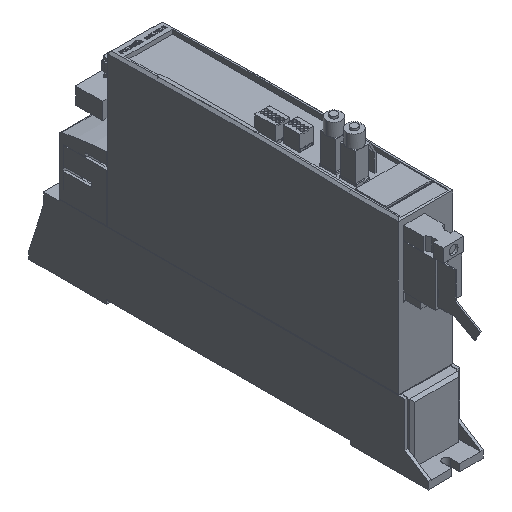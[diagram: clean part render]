
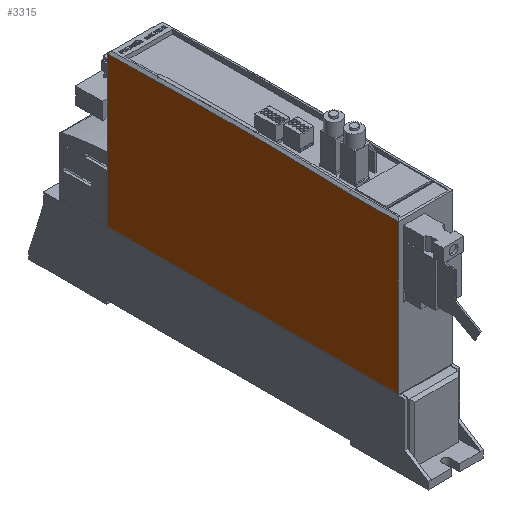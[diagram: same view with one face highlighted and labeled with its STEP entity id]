
A CAD part, isometric view. The second image highlights one B-rep face of the part: STEP entity #3315.
In plain terms, the highlighted planar face has unit normal (-1, 0, 0).
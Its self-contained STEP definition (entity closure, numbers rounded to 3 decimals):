
#715=CIRCLE('',#29182,3409.786);
#3315=ADVANCED_FACE('RA78328405',(#4377),#20801,.T.);
#4377=FACE_OUTER_BOUND('',#19602,.T.);
#5516=ORIENTED_EDGE('',*,*,#10858,.F.);
#5517=ORIENTED_EDGE('',*,*,#10891,.F.);
#5518=ORIENTED_EDGE('',*,*,#10892,.T.);
#5519=ORIENTED_EDGE('',*,*,#10882,.F.);
#5520=ORIENTED_EDGE('',*,*,#10870,.T.);
#10858=EDGE_CURVE('83',#17840,#17841,#15696,.T.);
#10870=EDGE_CURVE('107',#17852,#17841,#15708,.T.);
#10882=EDGE_CURVE('128',#17852,#17854,#15718,.T.);
#10891=EDGE_CURVE('146',#17870,#17840,#15727,.T.);
#10892=EDGE_CURVE('309',#17870,#17854,#715,.T.);
#13549=VECTOR('',#30519,136.492);
#13561=VECTOR('',#30516,265.);
#13571=VECTOR('',#30524,136.459);
#13580=VECTOR('',#30516,45.032);
#15696=LINE('',#21757,#13549);
#15708=LINE('',#21770,#13561);
#15718=LINE('',#21770,#13571);
#15727=LINE('',#21794,#13580);
#17840=VERTEX_POINT('72',#21757);
#17841=VERTEX_POINT('74',#21758);
#17852=VERTEX_POINT('96',#21770);
#17854=VERTEX_POINT('287',#21773);
#17870=VERTEX_POINT('282',#21794);
#19602=EDGE_LOOP('',(#5516,#5517,#5518,#5519,#5520));
#20801=PLANE('',#29181);
#21757=CARTESIAN_POINT('',(0.,-309.,197.992));
#21758=CARTESIAN_POINT('',(0.,-309.,61.5));
#21770=CARTESIAN_POINT('',(0.,-44.,61.5));
#21773=CARTESIAN_POINT('',(0.,-44.,197.959));
#21793=CARTESIAN_POINT('',(0.,-43.5,200.25));
#21794=CARTESIAN_POINT('',(0.,-263.968,197.992));
#21795=CARTESIAN_POINT('',(0.,-154.5,-3210.036));
#29181=AXIS2_PLACEMENT_3D('',#21793,#30517,#30519);
#29182=AXIS2_PLACEMENT_3D('',#21795,#30517,#30525);
#30516=DIRECTION('',(0.,-1.,0.));
#30517=DIRECTION('',(-1.,0.,0.));
#30519=DIRECTION('',(0.,0.,-1.));
#30524=DIRECTION('',(0.,0.,1.));
#30525=DIRECTION('',(0.,-0.032,0.999));
